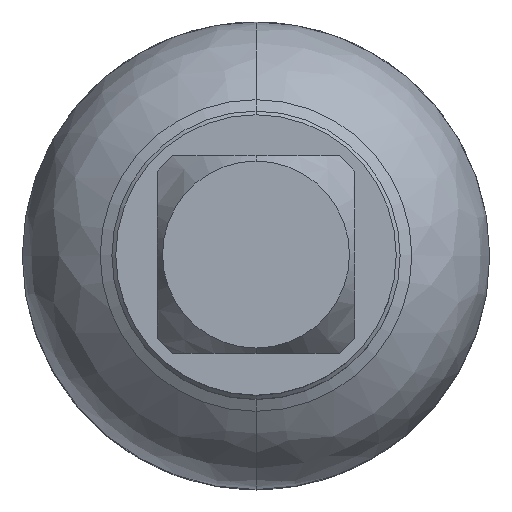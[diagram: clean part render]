
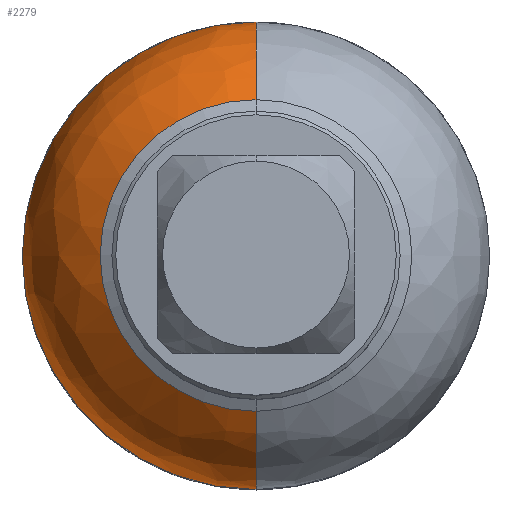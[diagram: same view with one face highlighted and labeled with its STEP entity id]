
A CAD part, top view. The second image highlights one B-rep face of the part: STEP entity #2279.
In plain terms, the highlighted free-form (B-spline) face has degree [3, 3] with [7, 4] control points.
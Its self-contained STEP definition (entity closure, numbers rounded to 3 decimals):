
#225=CARTESIAN_POINT('',(0.,0.,12.407));
#226=DIRECTION('',(0.,0.,1.));
#227=DIRECTION('',(0.,1.,0.));
#228=AXIS2_PLACEMENT_3D('',#225,#226,#227);
#361=CARTESIAN_POINT('',(0.,0.,12.407));
#362=DIRECTION('',(0.,0.,1.));
#363=DIRECTION('',(-1.,0.,0.));
#364=AXIS2_PLACEMENT_3D('',#361,#362,#363);
#875=CARTESIAN_POINT('',(0.,-5.,12.407));
#876=DIRECTION('',(-1.,0.,0.));
#877=DIRECTION('',(0.,-1.,0.));
#878=AXIS2_PLACEMENT_3D('',#875,#876,#877);
#883=CARTESIAN_POINT('',(0.,5.,12.407));
#884=DIRECTION('',(1.,0.,0.));
#885=DIRECTION('',(0.,1.,0.));
#886=AXIS2_PLACEMENT_3D('',#883,#884,#885);
#913=CARTESIAN_POINT('',(0.,0.,21.067));
#914=DIRECTION('',(0.,0.,-1.));
#915=DIRECTION('',(0.,-1.,0.));
#916=AXIS2_PLACEMENT_3D('',#913,#914,#915);
#1706=CARTESIAN_POINT('',(0.,-10.,21.067));
#1708=VERTEX_POINT('',#1706);
#1710=CARTESIAN_POINT('',(0.,10.,21.067));
#1712=VERTEX_POINT('',#1710);
#1714=CARTESIAN_POINT('',(0.,15.,12.407));
#1715=CARTESIAN_POINT('',(-15.,0.,12.407));
#1716=VERTEX_POINT('',#1714);
#1717=VERTEX_POINT('',#1715);
#1720=CARTESIAN_POINT('',(0.,-15.,12.407));
#1721=VERTEX_POINT('',#1720);
#2240=CARTESIAN_POINT('',(0.616,-9.798,
21.17));
#2241=CARTESIAN_POINT('',(0.827,-13.141,
19.329));
#2242=CARTESIAN_POINT('',(0.947,-15.048,
16.019));
#2243=CARTESIAN_POINT('',(0.942,-14.968,
12.197));
#2244=CARTESIAN_POINT('',(-5.413,-10.178,
21.17));
#2245=CARTESIAN_POINT('',(-7.26,-13.65,
19.329));
#2246=CARTESIAN_POINT('',(-8.314,-15.631,
16.019));
#2247=CARTESIAN_POINT('',(-8.27,-15.548,
12.197));
#2248=CARTESIAN_POINT('',(-9.818,-6.042,
21.17));
#2249=CARTESIAN_POINT('',(-13.167,-8.103,
19.329));
#2250=CARTESIAN_POINT('',(-15.078,-9.279,
16.019));
#2251=CARTESIAN_POINT('',(-14.998,-9.23,
12.197));
#2252=CARTESIAN_POINT('',(-9.818,0.,21.17));
#2253=CARTESIAN_POINT('',(-13.167,0.,19.329));
#2254=CARTESIAN_POINT('',(-15.078,0.,16.019));
#2255=CARTESIAN_POINT('',(-14.998,0.,12.197));
#2256=CARTESIAN_POINT('',(-9.818,6.042,21.17));
#2257=CARTESIAN_POINT('',(-13.167,8.103,19.329));
#2258=CARTESIAN_POINT('',(-15.078,9.279,16.019));
#2259=CARTESIAN_POINT('',(-14.998,9.23,12.197));
#2260=CARTESIAN_POINT('',(-5.413,10.178,21.17));
#2261=CARTESIAN_POINT('',(-7.26,13.65,19.329));
#2262=CARTESIAN_POINT('',(-8.314,15.631,16.019));
#2263=CARTESIAN_POINT('',(-8.27,15.548,12.197));
#2264=CARTESIAN_POINT('',(0.616,9.798,21.17));
#2265=CARTESIAN_POINT('',(0.827,13.141,19.329));
#2266=CARTESIAN_POINT('',(0.947,15.048,16.019));
#2267=CARTESIAN_POINT('',(0.942,14.968,12.197));
#2268=(BOUNDED_SURFACE()B_SPLINE_SURFACE(3,3,((#2240,#2241,#2242,#2243),(#2244,
#2245,#2246,#2247),(#2248,#2249,#2250,#2251),(#2252,#2253,#2254,#2255),(#2256,
#2257,#2258,#2259),(#2260,#2261,#2262,#2263),(#2264,#2265,#2266,#2267)),
.UNSPECIFIED.,.F.,.F.,.F.)B_SPLINE_SURFACE_WITH_KNOTS((4,3,4),(4,4),(0.,1.,
2.),(0.,1.),.UNSPECIFIED.)GEOMETRIC_REPRESENTATION_ITEM()RATIONAL_B_SPLINE_SURFACE(((1.28,1.156,1.156,1.28),(
1.011,0.913,0.913,1.011),(
1.011,0.913,0.913,1.011),(
1.28,1.156,1.156,1.28),(
1.011,0.913,0.913,1.011),(
1.011,0.913,0.913,1.011),(
1.28,1.156,1.156,1.28)))REPRESENTATION_ITEM('')SURFACE());
#2269=ORIENTED_EDGE('',*,*,#1885,.F.);
#2271=ORIENTED_EDGE('',*,*,#2270,.T.);
#2273=ORIENTED_EDGE('',*,*,#2272,.F.);
#2275=ORIENTED_EDGE('',*,*,#2274,.F.);
#2276=ORIENTED_EDGE('',*,*,#1933,.F.);
#2277=EDGE_LOOP('',(#2269,#2271,#2273,#2275,#2276));
#2278=FACE_OUTER_BOUND('',#2277,.F.);
#2279=ADVANCED_FACE('',(#2278),#2268,.T.);
#229=CIRCLE('',#228,15.);
#365=CIRCLE('',#364,15.);
#879=CIRCLE('',#878,10.);
#887=CIRCLE('',#886,10.);
#917=CIRCLE('',#916,10.);
#1885=EDGE_CURVE('',#1716,#1717,#229,.T.);
#1933=EDGE_CURVE('',#1717,#1721,#365,.T.);
#2270=EDGE_CURVE('',#1716,#1712,#887,.T.);
#2272=EDGE_CURVE('',#1708,#1712,#917,.T.);
#2274=EDGE_CURVE('',#1721,#1708,#879,.T.);
